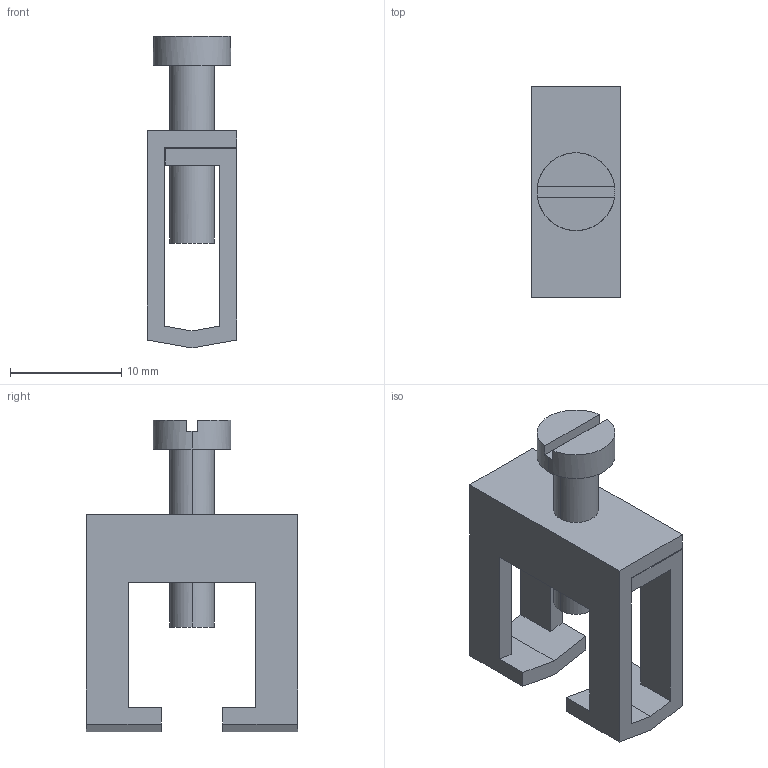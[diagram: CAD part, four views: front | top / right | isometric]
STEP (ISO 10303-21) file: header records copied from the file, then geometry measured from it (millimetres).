
FILE_DESCRIPTION(('CATIA V5 STEP Exchange','CAx-IF Rec.Pracs.--- Model Styling and Organization---1.4--- 2014-01-23'),'2;1');
FILE_NAME ('D1445958_1', '2023-01-27T10:22:18+00:00', ('none'), ('Weidmueller'), 'CATIA Version 5-6 Release 2016 SP3 HF44', 'CATIA V5 STEP AP214', 'none');
FILE_SCHEMA(('AUTOMOTIVE_DESIGN { 1 0 10303 214 1 1 1 1 }'));
Length unit declared in the file: millimetre
Products named in the file (1): 0459500000
Bounding box: 8 x 19 x 28.02 mm (x, y, z)
Volume: 1302.8 mm3; surface area: 2014.7 mm2
Topology: 1 solids, 1 shells, 43 faces, 128 edges, 88 vertices
Faces by surface type: plane 35, cylinder 8
Entity records: 1417 total; most frequent: CARTESIAN_POINT 285, ORIENTED_EDGE 256, DIRECTION 182, EDGE_CURVE 128, VECTOR 108, LINE 108, VERTEX_POINT 88, EDGE_LOOP 48
